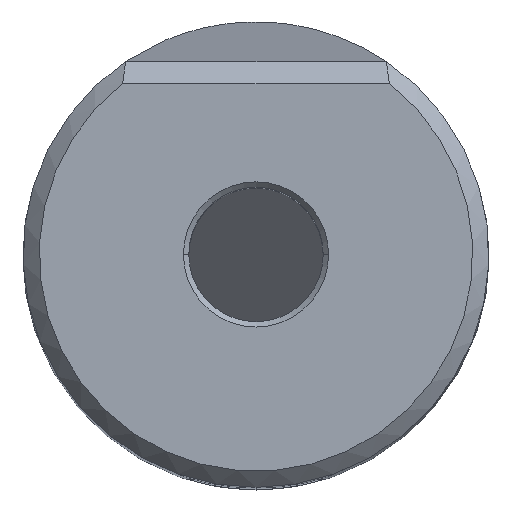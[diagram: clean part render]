
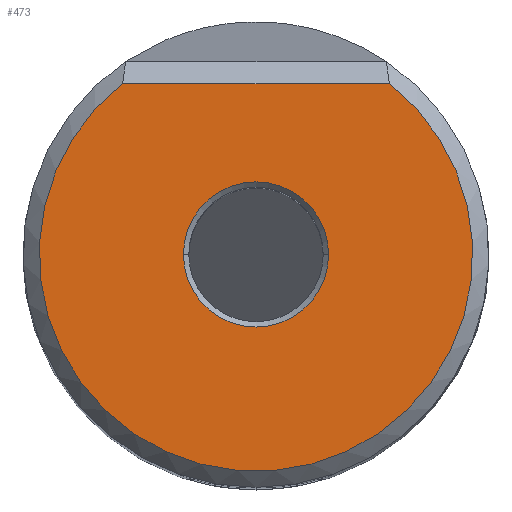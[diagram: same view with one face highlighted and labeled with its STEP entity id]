
A CAD part, top view. The second image highlights one B-rep face of the part: STEP entity #473.
In plain terms, the highlighted planar face has unit normal (0, 0, 1).
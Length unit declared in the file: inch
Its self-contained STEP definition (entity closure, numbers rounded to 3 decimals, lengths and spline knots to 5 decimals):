
#11 = VERTEX_POINT ( 'NONE', #746 ) ;
#12 = DIRECTION ( 'NONE',  ( 0., 0., 1. ) ) ;
#16 = DIRECTION ( 'NONE',  ( 0., -1., 0. ) ) ;
#23 = CIRCLE ( 'NONE', #281, 0.40307 ) ;
#44 = EDGE_CURVE ( 'NONE', #242, #11, #386, .T. ) ;
#59 = ORIENTED_EDGE ( 'NONE', *, *, #726, .T. ) ;
#61 = CARTESIAN_POINT ( 'NONE',  ( -0.135, 0., 0. ) ) ;
#71 = AXIS2_PLACEMENT_3D ( 'NONE', #224, #783, #467 ) ;
#136 = CARTESIAN_POINT ( 'NONE',  ( 0., 0., 0. ) ) ;
#146 = ORIENTED_EDGE ( 'NONE', *, *, #44, .T. ) ;
#157 = PLANE ( 'NONE',  #71 ) ;
#172 = AXIS2_PLACEMENT_3D ( 'NONE', #136, #381, #565 ) ;
#198 = DIRECTION ( 'NONE',  ( 0., -1., 0. ) ) ;
#200 = CARTESIAN_POINT ( 'NONE',  ( 0., 0.31779, 0. ) ) ;
#204 = CARTESIAN_POINT ( 'NONE',  ( 0., 0., 0. ) ) ;
#211 = DIRECTION ( 'NONE',  ( 0., 0., -1. ) ) ;
#224 = CARTESIAN_POINT ( 'NONE',  ( 0., 0., 0. ) ) ;
#230 = CARTESIAN_POINT ( 'NONE',  ( 0.135, 0., 0. ) ) ;
#242 = VERTEX_POINT ( 'NONE', #642 ) ;
#279 = AXIS2_PLACEMENT_3D ( 'NONE', #204, #211, #198 ) ;
#281 = AXIS2_PLACEMENT_3D ( 'NONE', #633, #12, #16 ) ;
#285 = EDGE_CURVE ( 'NONE', #379, #520, #579, .T. ) ;
#356 = ORIENTED_EDGE ( 'NONE', *, *, #285, .T. ) ;
#379 = VERTEX_POINT ( 'NONE', #61 ) ;
#381 = DIRECTION ( 'NONE',  ( 0., 0., -1. ) ) ;
#386 = LINE ( 'NONE', #200, #728 ) ;
#398 = EDGE_LOOP ( 'NONE', ( #59, #146 ) ) ;
#419 = EDGE_LOOP ( 'NONE', ( #447, #356 ) ) ;
#447 = ORIENTED_EDGE ( 'NONE', *, *, #709, .T. ) ;
#467 = DIRECTION ( 'NONE',  ( 0., -1., 0. ) ) ;
#473 = ADVANCED_FACE ( 'NONE', ( #598, #664 ), #157, .T. ) ;
#520 = VERTEX_POINT ( 'NONE', #230 ) ;
#529 = CIRCLE ( 'NONE', #172, 0.135 ) ;
#565 = DIRECTION ( 'NONE',  ( 0., -1., 0. ) ) ;
#569 = DIRECTION ( 'NONE',  ( -1., 0., 0. ) ) ;
#579 = CIRCLE ( 'NONE', #279, 0.135 ) ;
#598 = FACE_BOUND ( 'NONE', #419, .T. ) ;
#633 = CARTESIAN_POINT ( 'NONE',  ( 0., 0., 0. ) ) ;
#642 = CARTESIAN_POINT ( 'NONE',  ( 0.24794, 0.31779, 0. ) ) ;
#664 = FACE_OUTER_BOUND ( 'NONE', #398, .T. ) ;
#709 = EDGE_CURVE ( 'NONE', #520, #379, #529, .T. ) ;
#726 = EDGE_CURVE ( 'NONE', #11, #242, #23, .T. ) ;
#728 = VECTOR ( 'NONE', #569, 39.37008 ) ;
#746 = CARTESIAN_POINT ( 'NONE',  ( -0.24794, 0.31779, 0. ) ) ;
#783 = DIRECTION ( 'NONE',  ( 0., 0., 1. ) ) ;
